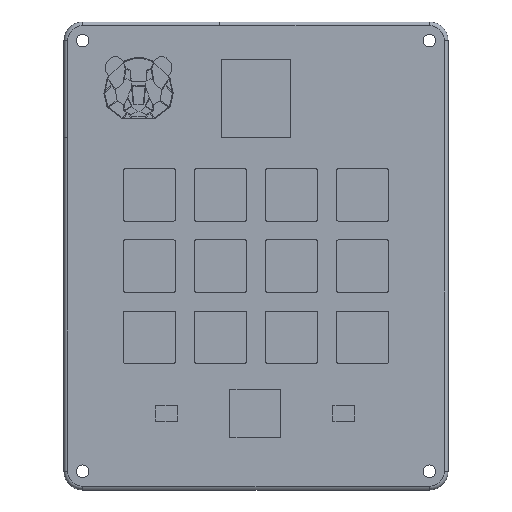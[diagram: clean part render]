
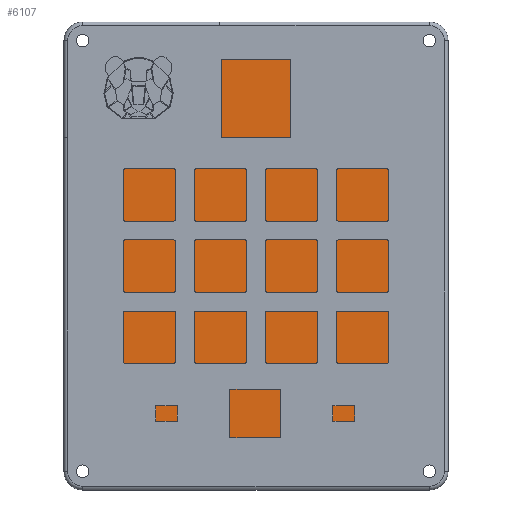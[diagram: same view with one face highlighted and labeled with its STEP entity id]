
A CAD part, top view. The second image highlights one B-rep face of the part: STEP entity #6107.
In plain terms, the highlighted planar face has unit normal (0, 0, 1).
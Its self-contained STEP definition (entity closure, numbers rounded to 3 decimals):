
#625=FACE_OUTER_BOUND('',#1010,.T.);
#1010=EDGE_LOOP('',(#5492,#5493,#5494,#5495));
#1723=LINE('',#9933,#2426);
#1725=LINE('',#9937,#2428);
#1726=LINE('',#9939,#2429);
#1727=LINE('',#9940,#2430);
#2426=VECTOR('',#8175,10.);
#2428=VECTOR('',#8179,10.);
#2429=VECTOR('',#8180,10.);
#2430=VECTOR('',#8181,10.);
#2993=VERTEX_POINT('',#9930);
#2994=VERTEX_POINT('',#9932);
#2995=VERTEX_POINT('',#9936);
#2996=VERTEX_POINT('',#9938);
#3833=EDGE_CURVE('',#2993,#2994,#1723,.T.);
#3835=EDGE_CURVE('',#2995,#2993,#1725,.T.);
#3836=EDGE_CURVE('',#2996,#2995,#1726,.T.);
#3837=EDGE_CURVE('',#2994,#2996,#1727,.T.);
#5492=ORIENTED_EDGE('',*,*,#3835,.F.);
#5493=ORIENTED_EDGE('',*,*,#3836,.F.);
#5494=ORIENTED_EDGE('',*,*,#3837,.F.);
#5495=ORIENTED_EDGE('',*,*,#3833,.F.);
#5797=PLANE('',#6579);
#6107=ADVANCED_FACE('',(#625),#5797,.T.);
#6579=AXIS2_PLACEMENT_3D('',#9935,#8177,#8178);
#8175=DIRECTION('',(1.,0.,0.));
#8177=DIRECTION('center_axis',(0.,0.,1.));
#8178=DIRECTION('ref_axis',(1.,0.,0.));
#8179=DIRECTION('',(0.,1.,0.));
#8180=DIRECTION('',(-1.,0.,0.));
#8181=DIRECTION('',(0.,-1.,0.));
#9930=CARTESIAN_POINT('',(-1.,104.41,3.));
#9932=CARTESIAN_POINT('',(81.963,104.41,3.));
#9933=CARTESIAN_POINT('',(19.741,104.41,3.));
#9935=CARTESIAN_POINT('Origin',(40.481,51.705,3.));
#9936=CARTESIAN_POINT('',(-1.,-1.,3.));
#9937=CARTESIAN_POINT('',(-1.,25.352,3.));
#9938=CARTESIAN_POINT('',(81.963,-1.,3.));
#9939=CARTESIAN_POINT('',(61.222,-1.,3.));
#9940=CARTESIAN_POINT('',(81.963,78.057,3.));
